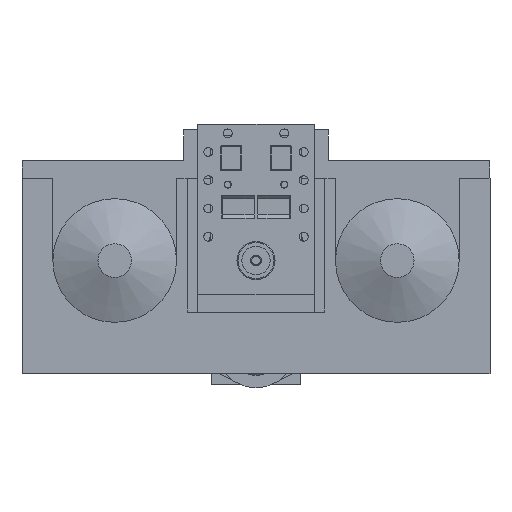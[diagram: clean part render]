
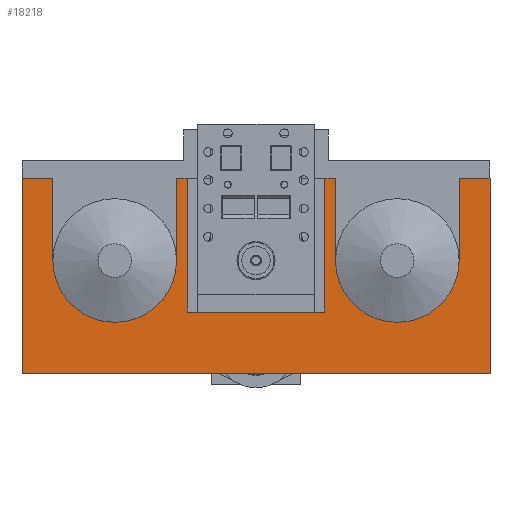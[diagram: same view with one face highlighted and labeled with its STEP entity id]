
A CAD part, front view. The second image highlights one B-rep face of the part: STEP entity #18218.
In plain terms, the highlighted planar face has unit normal (0, -1, 0).
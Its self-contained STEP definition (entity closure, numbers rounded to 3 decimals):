
#1238=PLANE('',#19952);
#2191=FACE_OUTER_BOUND('',#3338,.T.);
#3338=EDGE_LOOP('',(#16422,#16423,#16424,#16425,#16426,#16427,#16428,#16429,
#16430,#16431,#16432,#16433,#16434,#16435,#16436,#16437));
#5134=LINE('',#33958,#7040);
#5143=LINE('',#33976,#7049);
#5148=LINE('',#33986,#7054);
#5149=LINE('',#33988,#7055);
#5150=LINE('',#33990,#7056);
#5151=LINE('',#33992,#7057);
#5152=LINE('',#33994,#7058);
#5153=LINE('',#33998,#7059);
#5154=LINE('',#34000,#7060);
#5155=LINE('',#34002,#7061);
#5156=LINE('',#34004,#7062);
#5157=LINE('',#34006,#7063);
#5158=LINE('',#34008,#7064);
#5159=LINE('',#34010,#7065);
#7040=VECTOR('',#24458,10.);
#7049=VECTOR('',#24469,10.);
#7054=VECTOR('',#24476,10.);
#7055=VECTOR('',#24477,10.);
#7056=VECTOR('',#24478,10.);
#7057=VECTOR('',#24479,10.);
#7058=VECTOR('',#24480,10.);
#7059=VECTOR('',#24483,10.);
#7060=VECTOR('',#24484,10.);
#7061=VECTOR('',#24485,10.);
#7062=VECTOR('',#24486,10.);
#7063=VECTOR('',#24487,10.);
#7064=VECTOR('',#24488,10.);
#7065=VECTOR('',#24489,10.);
#7779=CIRCLE('',#19953,17.5);
#7780=CIRCLE('',#19954,17.5);
#9254=VERTEX_POINT('',#33955);
#9255=VERTEX_POINT('',#33957);
#9263=VERTEX_POINT('',#33975);
#9267=VERTEX_POINT('',#33985);
#9268=VERTEX_POINT('',#33987);
#9269=VERTEX_POINT('',#33989);
#9270=VERTEX_POINT('',#33991);
#9271=VERTEX_POINT('',#33993);
#9272=VERTEX_POINT('',#33995);
#9273=VERTEX_POINT('',#33997);
#9274=VERTEX_POINT('',#33999);
#9275=VERTEX_POINT('',#34001);
#9276=VERTEX_POINT('',#34003);
#9277=VERTEX_POINT('',#34005);
#9278=VERTEX_POINT('',#34007);
#9279=VERTEX_POINT('',#34009);
#11682=EDGE_CURVE('',#9255,#9254,#5134,.T.);
#11691=EDGE_CURVE('',#9263,#9255,#5143,.T.);
#11696=EDGE_CURVE('',#9254,#9267,#5148,.T.);
#11697=EDGE_CURVE('',#9267,#9268,#5149,.T.);
#11698=EDGE_CURVE('',#9268,#9269,#5150,.T.);
#11699=EDGE_CURVE('',#9269,#9270,#5151,.T.);
#11700=EDGE_CURVE('',#9270,#9271,#5152,.T.);
#11701=EDGE_CURVE('',#9271,#9272,#7779,.T.);
#11702=EDGE_CURVE('',#9272,#9273,#5153,.T.);
#11703=EDGE_CURVE('',#9273,#9274,#5154,.T.);
#11704=EDGE_CURVE('',#9274,#9275,#5155,.T.);
#11705=EDGE_CURVE('',#9275,#9276,#5156,.T.);
#11706=EDGE_CURVE('',#9276,#9277,#5157,.T.);
#11707=EDGE_CURVE('',#9277,#9278,#5158,.T.);
#11708=EDGE_CURVE('',#9278,#9279,#5159,.T.);
#11709=EDGE_CURVE('',#9279,#9263,#7780,.T.);
#16422=ORIENTED_EDGE('',*,*,#11682,.T.);
#16423=ORIENTED_EDGE('',*,*,#11696,.T.);
#16424=ORIENTED_EDGE('',*,*,#11697,.T.);
#16425=ORIENTED_EDGE('',*,*,#11698,.T.);
#16426=ORIENTED_EDGE('',*,*,#11699,.T.);
#16427=ORIENTED_EDGE('',*,*,#11700,.T.);
#16428=ORIENTED_EDGE('',*,*,#11701,.T.);
#16429=ORIENTED_EDGE('',*,*,#11702,.T.);
#16430=ORIENTED_EDGE('',*,*,#11703,.T.);
#16431=ORIENTED_EDGE('',*,*,#11704,.T.);
#16432=ORIENTED_EDGE('',*,*,#11705,.T.);
#16433=ORIENTED_EDGE('',*,*,#11706,.T.);
#16434=ORIENTED_EDGE('',*,*,#11707,.T.);
#16435=ORIENTED_EDGE('',*,*,#11708,.T.);
#16436=ORIENTED_EDGE('',*,*,#11709,.T.);
#16437=ORIENTED_EDGE('',*,*,#11691,.T.);
#18218=ADVANCED_FACE('',(#2191),#1238,.T.);
#19952=AXIS2_PLACEMENT_3D('',#33984,#24474,#24475);
#19953=AXIS2_PLACEMENT_3D('',#33996,#24481,#24482);
#19954=AXIS2_PLACEMENT_3D('',#34011,#24490,#24491);
#24458=DIRECTION('',(-1.,0.,0.));
#24469=DIRECTION('',(0.,0.,1.));
#24474=DIRECTION('center_axis',(0.,-1.,0.));
#24475=DIRECTION('ref_axis',(1.,0.,0.));
#24476=DIRECTION('',(0.,0.,-1.));
#24477=DIRECTION('',(-1.,0.,0.));
#24478=DIRECTION('',(0.,0.,1.));
#24479=DIRECTION('',(-1.,0.,0.));
#24480=DIRECTION('',(0.,0.,-1.));
#24481=DIRECTION('center_axis',(0.,1.,0.));
#24482=DIRECTION('ref_axis',(1.,0.,0.));
#24483=DIRECTION('',(0.,0.,1.));
#24484=DIRECTION('',(-1.,0.,0.));
#24485=DIRECTION('',(0.,0.,-1.));
#24486=DIRECTION('',(1.,0.,0.));
#24487=DIRECTION('',(0.,0.,1.));
#24488=DIRECTION('',(-1.,0.,0.));
#24489=DIRECTION('',(0.,0.,-1.));
#24490=DIRECTION('center_axis',(0.,1.,0.));
#24491=DIRECTION('ref_axis',(1.,0.,0.));
#33955=CARTESIAN_POINT('',(19.5,-100.,23.25));
#33957=CARTESIAN_POINT('',(22.5,-100.,23.25));
#33958=CARTESIAN_POINT('',(0.,-100.,23.25));
#33975=CARTESIAN_POINT('',(22.5,-100.,0.));
#33976=CARTESIAN_POINT('',(22.5,-100.,0.));
#33984=CARTESIAN_POINT('Origin',(0.,-100.,0.));
#33985=CARTESIAN_POINT('',(19.5,-100.,-14.577));
#33986=CARTESIAN_POINT('',(19.5,-100.,-14.577));
#33987=CARTESIAN_POINT('',(-19.5,-100.,-14.577));
#33988=CARTESIAN_POINT('',(-19.5,-100.,-14.577));
#33989=CARTESIAN_POINT('',(-19.5,-100.,23.25));
#33990=CARTESIAN_POINT('',(-19.5,-100.,32.));
#33991=CARTESIAN_POINT('',(-22.5,-100.,23.25));
#33992=CARTESIAN_POINT('',(0.,-100.,23.25));
#33993=CARTESIAN_POINT('',(-22.5,-100.,0.));
#33994=CARTESIAN_POINT('',(-22.5,-100.,16.));
#33995=CARTESIAN_POINT('',(-57.5,-100.,0.));
#33996=CARTESIAN_POINT('Origin',(-40.,-100.,0.));
#33997=CARTESIAN_POINT('',(-57.5,-100.,23.25));
#33998=CARTESIAN_POINT('',(-57.5,-100.,0.));
#33999=CARTESIAN_POINT('',(-66.25,-100.,23.25));
#34000=CARTESIAN_POINT('',(-33.125,-100.,23.25));
#34001=CARTESIAN_POINT('',(-66.25,-100.,-32.));
#34002=CARTESIAN_POINT('',(-66.25,-100.,32.));
#34003=CARTESIAN_POINT('',(66.25,-100.,-32.));
#34004=CARTESIAN_POINT('',(-66.25,-100.,-32.));
#34005=CARTESIAN_POINT('',(66.25,-100.,23.25));
#34006=CARTESIAN_POINT('',(66.25,-100.,-32.));
#34007=CARTESIAN_POINT('',(57.5,-100.,23.25));
#34008=CARTESIAN_POINT('',(33.125,-100.,23.25));
#34009=CARTESIAN_POINT('',(57.5,-100.,0.));
#34010=CARTESIAN_POINT('',(57.5,-100.,16.));
#34011=CARTESIAN_POINT('Origin',(40.,-100.,0.));
